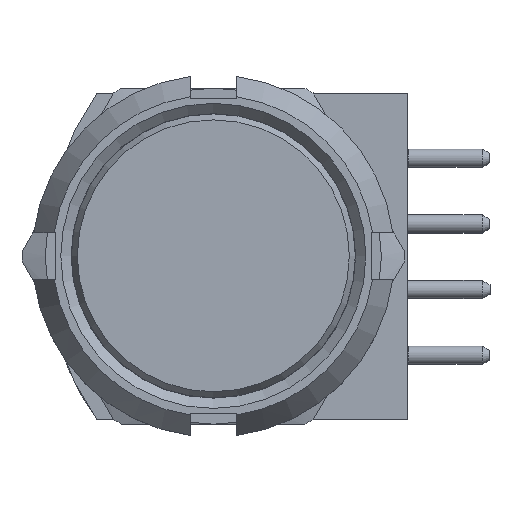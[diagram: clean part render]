
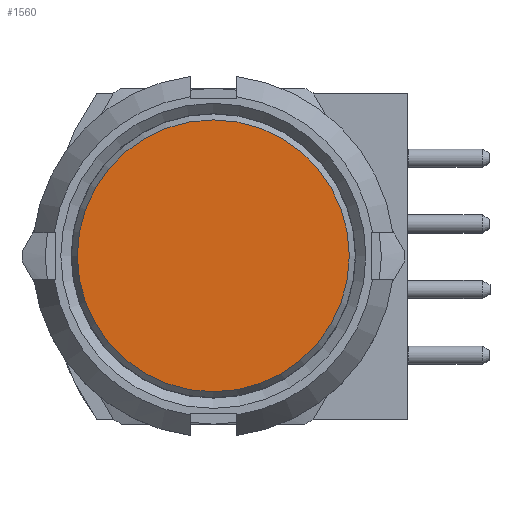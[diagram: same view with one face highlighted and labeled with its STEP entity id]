
A CAD part, top view. The second image highlights one B-rep face of the part: STEP entity #1560.
In plain terms, the highlighted planar face has unit normal (0, 0, 1).
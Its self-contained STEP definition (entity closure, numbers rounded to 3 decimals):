
#88=CIRCLE('',#1672,5.259);
#202=ORIENTED_EDGE('',*,*,#550,.F.);
#550=EDGE_CURVE('',#724,#724,#88,.T.);
#724=VERTEX_POINT('',#2271);
#975=EDGE_LOOP('',(#202));
#1108=FACE_BOUND('',#975,.T.);
#1237=PLANE('',#1671);
#1560=ADVANCED_FACE('',(#1108),#1237,.T.);
#1671=AXIS2_PLACEMENT_3D('',#2269,#1857,#1858);
#1672=AXIS2_PLACEMENT_3D('',#2270,#1859,#1860);
#1857=DIRECTION('',(0.,0.,1.));
#1858=DIRECTION('',(1.,0.,0.));
#1859=DIRECTION('',(0.,0.,-1.));
#1860=DIRECTION('',(1.,0.,0.));
#2269=CARTESIAN_POINT('',(-2.745,0.,26.1));
#2270=CARTESIAN_POINT('',(0.,0.,26.1));
#2271=CARTESIAN_POINT('',(5.259,0.,26.1));
